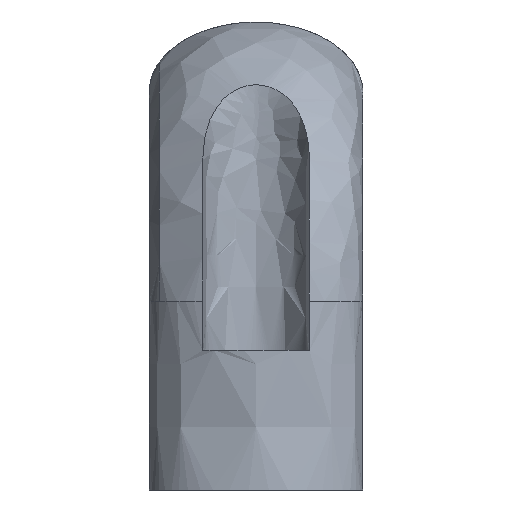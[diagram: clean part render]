
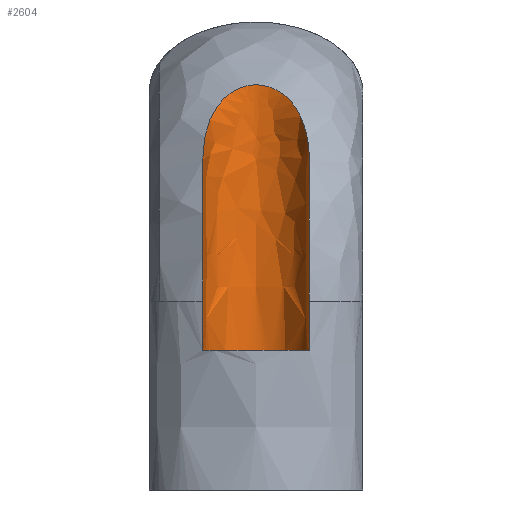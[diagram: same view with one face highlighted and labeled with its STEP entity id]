
A CAD part, left-side view. The second image highlights one B-rep face of the part: STEP entity #2604.
In plain terms, the highlighted free-form (B-spline) face has degree [1, 2] with [2, 5] control points.
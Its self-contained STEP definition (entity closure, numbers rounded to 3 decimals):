
#351=CARTESIAN_POINT('',(5.5,0.,17.0));
#352=VERTEX_POINT('',#351);
#856=CARTESIAN_POINT('',(-1.,-6.5,17.0));
#857=VERTEX_POINT('',#856);
#858=CARTESIAN_POINT('',(5.5,0.,17.0));
#859=CARTESIAN_POINT('',(5.5,-2.692,17.0));
#860=CARTESIAN_POINT('',(3.596,-4.596,17.0));
#861=CARTESIAN_POINT('',(1.692,-6.5,17.0));
#862=CARTESIAN_POINT('',(-1.,-6.5,17.0));
#870=(BOUNDED_CURVE()B_SPLINE_CURVE(2,(#858,#859,#860,#861,#862),.UNSPECIFIED.,.F.,.U.)B_SPLINE_CURVE_WITH_KNOTS((3,2,3),(0.0,0.5,1.0),.UNSPECIFIED.)CURVE()GEOMETRIC_REPRESENTATION_ITEM()RATIONAL_B_SPLINE_CURVE((1.0,0.924,1.0,0.924,1.0))REPRESENTATION_ITEM(''));
#871=EDGE_CURVE('',#352,#857,#870,.T.);
#877=CARTESIAN_POINT('',(-1.,6.5,17.0));
#878=VERTEX_POINT('',#877);
#879=CARTESIAN_POINT('',(-1.,6.5,17.0));
#880=CARTESIAN_POINT('',(5.5,6.5,17.));
#881=CARTESIAN_POINT('',(5.5,0.,17.0));
#889=(BOUNDED_CURVE()B_SPLINE_CURVE(2,(#879,#880,#881),.UNSPECIFIED.,.F.,.U.)CURVE()GEOMETRIC_REPRESENTATION_ITEM()QUASI_UNIFORM_CURVE()RATIONAL_B_SPLINE_CURVE((1.0,0.707,1.0))REPRESENTATION_ITEM(''));
#890=EDGE_CURVE('',#878,#352,#889,.T.);
#1975=CARTESIAN_POINT('',(-1.,6.5,40.183));
#1976=VERTEX_POINT('',#1975);
#1986=CARTESIAN_POINT('',(-1.,-6.5,40.183));
#1987=VERTEX_POINT('',#1986);
#1988=CARTESIAN_POINT('',(-1.,6.5,40.183));
#1989=CARTESIAN_POINT('',(-0.689,6.5,40.689));
#1990=CARTESIAN_POINT('',(-0.374,6.478,41.187));
#1991=CARTESIAN_POINT('',(0.262,6.384,42.171));
#1992=CARTESIAN_POINT('',(0.584,6.313,42.655));
#1993=CARTESIAN_POINT('',(1.231,6.115,43.609));
#1994=CARTESIAN_POINT('',(1.557,5.987,44.08));
#1995=CARTESIAN_POINT('',(2.047,5.745,44.773));
#1996=CARTESIAN_POINT('',(2.21,5.655,45.002));
#1997=CARTESIAN_POINT('',(2.456,5.506,45.343));
#1998=CARTESIAN_POINT('',(2.537,5.454,45.456));
#1999=CARTESIAN_POINT('',(2.701,5.344,45.681));
#2000=CARTESIAN_POINT('',(2.782,5.287,45.793));
#2001=CARTESIAN_POINT('',(3.025,5.108,46.123));
#2002=CARTESIAN_POINT('',(3.184,4.978,46.338));
#2003=CARTESIAN_POINT('',(3.498,4.697,46.758));
#2004=CARTESIAN_POINT('',(3.652,4.545,46.963));
#2005=CARTESIAN_POINT('',(3.878,4.298,47.26));
#2006=CARTESIAN_POINT('',(3.952,4.212,47.358));
#2007=CARTESIAN_POINT('',(4.098,4.034,47.548));
#2008=CARTESIAN_POINT('',(4.17,3.942,47.641));
#2009=CARTESIAN_POINT('',(4.378,3.658,47.912));
#2010=CARTESIAN_POINT('',(4.511,3.456,48.083));
#2011=CARTESIAN_POINT('',(4.759,3.024,48.401));
#2012=CARTESIAN_POINT('',(4.875,2.794,48.549));
#2013=CARTESIAN_POINT('',(5.007,2.484,48.716));
#2014=CARTESIAN_POINT('',(5.033,2.421,48.749));
#2015=CARTESIAN_POINT('',(5.082,2.294,48.811));
#2016=CARTESIAN_POINT('',(5.106,2.23,48.841));
#2017=CARTESIAN_POINT('',(5.175,2.035,48.928));
#2018=CARTESIAN_POINT('',(5.217,1.903,48.981));
#2019=CARTESIAN_POINT('',(5.293,1.632,49.078));
#2020=CARTESIAN_POINT('',(5.328,1.493,49.121));
#2021=CARTESIAN_POINT('',(5.373,1.281,49.178));
#2022=CARTESIAN_POINT('',(5.387,1.209,49.196));
#2023=CARTESIAN_POINT('',(5.413,1.064,49.228));
#2024=CARTESIAN_POINT('',(5.424,0.991,49.243));
#2025=CARTESIAN_POINT('',(5.477,0.626,49.308));
#2026=CARTESIAN_POINT('',(5.498,0.331,49.336));
#2027=CARTESIAN_POINT('',(5.501,-0.115,49.338));
#2028=CARTESIAN_POINT('',(5.496,-0.264,49.333));
#2029=CARTESIAN_POINT('',(5.482,-0.489,49.315));
#2030=CARTESIAN_POINT('',(5.476,-0.564,49.307));
#2031=CARTESIAN_POINT('',(5.461,-0.712,49.289));
#2032=CARTESIAN_POINT('',(5.453,-0.786,49.278));
#2033=CARTESIAN_POINT('',(5.404,-1.151,49.217));
#2034=CARTESIAN_POINT('',(5.346,-1.434,49.144));
#2035=CARTESIAN_POINT('',(5.252,-1.779,49.026));
#2036=CARTESIAN_POINT('',(5.232,-1.848,49.001));
#2037=CARTESIAN_POINT('',(5.191,-1.982,48.949));
#2038=CARTESIAN_POINT('',(5.169,-2.048,48.921));
#2039=CARTESIAN_POINT('',(5.102,-2.244,48.836));
#2040=CARTESIAN_POINT('',(5.054,-2.371,48.775));
#2041=CARTESIAN_POINT('',(4.9,-2.741,48.58));
#2042=CARTESIAN_POINT('',(4.785,-2.974,48.434));
#2043=CARTESIAN_POINT('',(4.629,-3.251,48.234));
#2044=CARTESIAN_POINT('',(4.597,-3.306,48.194));
#2045=CARTESIAN_POINT('',(4.533,-3.412,48.111));
#2046=CARTESIAN_POINT('',(4.5,-3.465,48.069));
#2047=CARTESIAN_POINT('',(4.4,-3.619,47.941));
#2048=CARTESIAN_POINT('',(4.333,-3.719,47.853));
#2049=CARTESIAN_POINT('',(4.125,-4.006,47.583));
#2050=CARTESIAN_POINT('',(3.98,-4.183,47.395));
#2051=CARTESIAN_POINT('',(3.682,-4.514,47.002));
#2052=CARTESIAN_POINT('',(3.528,-4.668,46.798));
#2053=CARTESIAN_POINT('',(3.213,-4.954,46.377));
#2054=CARTESIAN_POINT('',(3.054,-5.085,46.162));
#2055=CARTESIAN_POINT('',(2.572,-5.445,45.506));
#2056=CARTESIAN_POINT('',(2.246,-5.643,45.055));
#2057=CARTESIAN_POINT('',(1.754,-5.891,44.359));
#2058=CARTESIAN_POINT('',(1.589,-5.965,44.124));
#2059=CARTESIAN_POINT('',(1.342,-6.064,43.767));
#2060=CARTESIAN_POINT('',(1.259,-6.095,43.647));
#2061=CARTESIAN_POINT('',(1.094,-6.154,43.406));
#2062=CARTESIAN_POINT('',(1.011,-6.182,43.285));
#2063=CARTESIAN_POINT('',(0.599,-6.31,42.678));
#2064=CARTESIAN_POINT('',(0.273,-6.382,42.187));
#2065=CARTESIAN_POINT('',(-0.371,-6.478,41.193));
#2066=CARTESIAN_POINT('',(-0.688,-6.5,40.691));
#2067=CARTESIAN_POINT('',(-1.,-6.5,40.183));
#2068=B_SPLINE_CURVE_WITH_KNOTS('',3,(#1988,#1989,#1990,#1991,#1992,#1993,#1994,#1995,#1996,#1997,#1998,#1999,#2000,#2001,#2002,#2003,#2004,#2005,#2006,#2007,#2008,#2009,#2010,#2011,#2012,#2013,#2014,#2015,#2016,#2017,#2018,#2019,#2020,#2021,#2022,#2023,#2024,#2025,#2026,#2027,#2028,#2029,#2030,#2031,#2032,#2033,#2034,#2035,#2036,#2037,#2038,#2039,#2040,#2041,#2042,#2043,#2044,#2045,#2046,#2047,#2048,#2049,#2050,#2051,#2052,#2053,#2054,#2055,#2056,#2057,#2058,#2059,#2060,#2061,#2062,#2063,#2064,#2065,#2066,#2067),.UNSPECIFIED.,.F.,.U.,(4,2,2,2,2,2,2,2,2,2,2,2,2,2,2,2,2,2,2,2,2,2,2,2,2,2,2,2,2,2,2,2,2,2,2,2,2,2,2,4),(0.0,0.062,0.125,0.187,0.219,0.234,0.25,0.281,0.312,0.328,0.344,0.375,0.406,0.414,0.422,0.437,0.453,0.461,0.469,0.5,0.516,0.523,0.531,0.562,0.57,0.578,0.594,0.625,0.633,0.641,0.656,0.687,0.719,0.75,0.813,0.844,0.859,0.875,0.938,1.0),.UNSPECIFIED.);
#2069=EDGE_CURVE('',#1976,#1987,#2068,.T.);
#2565=CARTESIAN_POINT('',(-1.,-6.5,40.183));
#2566=CARTESIAN_POINT('',(-1.,-6.5,17.0));
#2567=QUASI_UNIFORM_CURVE('',1,(#2565,#2566),.UNSPECIFIED.,.F.,.U.);
#2568=EDGE_CURVE('',#1987,#857,#2567,.T.);
#2575=CARTESIAN_POINT('',(-1.284,-6.494,50.146));
#2576=CARTESIAN_POINT('',(-1.284,-6.494,16.171));
#2577=CARTESIAN_POINT('',(5.5,-6.79,50.146));
#2578=CARTESIAN_POINT('',(5.5,-6.79,16.171));
#2579=CARTESIAN_POINT('',(5.5,0.,50.146));
#2580=CARTESIAN_POINT('',(5.5,0.,16.171));
#2581=CARTESIAN_POINT('',(5.5,6.79,50.146));
#2582=CARTESIAN_POINT('',(5.5,6.79,16.171));
#2583=CARTESIAN_POINT('',(-1.284,6.494,50.146));
#2584=CARTESIAN_POINT('',(-1.284,6.494,16.171));
#2592=(BOUNDED_SURFACE()B_SPLINE_SURFACE(1,2,((#2575,#2577,#2579,#2581,#2583),(#2576,#2578,#2580,#2582,#2584)),.UNSPECIFIED.,.F.,.F.,.U.)B_SPLINE_SURFACE_WITH_KNOTS((2,2),(3,2,3),(0.0,33.975),(0.0,11.103,22.207),.UNSPECIFIED.)GEOMETRIC_REPRESENTATION_ITEM()RATIONAL_B_SPLINE_SURFACE(((1.0,0.692,1.0,0.692,1.0),(1.0,0.692,1.0,0.692,1.0)))REPRESENTATION_ITEM('')SURFACE());
#2593=CARTESIAN_POINT('',(-1.,6.5,40.183));
#2594=CARTESIAN_POINT('',(-1.,6.5,17.0));
#2595=QUASI_UNIFORM_CURVE('',1,(#2593,#2594),.UNSPECIFIED.,.F.,.U.);
#2596=EDGE_CURVE('',#1976,#878,#2595,.T.);
#2597=ORIENTED_EDGE('',*,*,#2596,.T.);
#2598=ORIENTED_EDGE('',*,*,#890,.T.);
#2599=ORIENTED_EDGE('',*,*,#871,.T.);
#2600=ORIENTED_EDGE('',*,*,#2568,.F.);
#2601=ORIENTED_EDGE('',*,*,#2069,.F.);
#2602=EDGE_LOOP('',(#2597,#2598,#2599,#2600,#2601));
#2603=FACE_OUTER_BOUND('',#2602,.T.);
#2604=ADVANCED_FACE('',(#2603),#2592,.F.);
